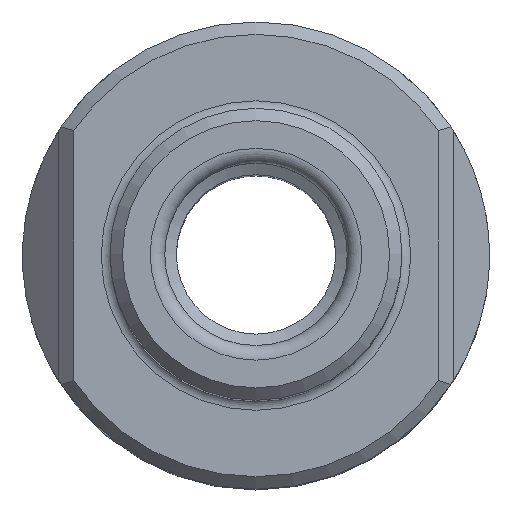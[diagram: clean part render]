
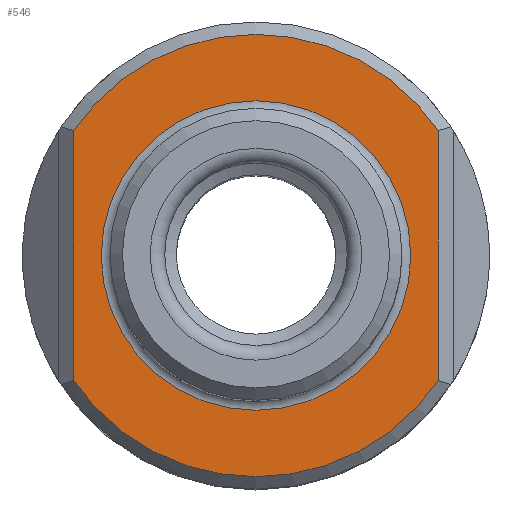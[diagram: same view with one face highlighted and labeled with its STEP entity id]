
A CAD part, top view. The second image highlights one B-rep face of the part: STEP entity #546.
In plain terms, the highlighted planar face has unit normal (0, 0, 1).
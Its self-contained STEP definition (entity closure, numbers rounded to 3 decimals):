
#27=PLANE('',#591);
#46=LINE('',#796,#56);
#47=LINE('',#800,#57);
#56=VECTOR('',#674,1000.);
#57=VECTOR('',#677,1000.);
#86=ORIENTED_EDGE('',*,*,#170,.F.);
#87=ORIENTED_EDGE('',*,*,#171,.T.);
#88=ORIENTED_EDGE('',*,*,#172,.T.);
#89=ORIENTED_EDGE('',*,*,#173,.T.);
#90=ORIENTED_EDGE('',*,*,#174,.T.);
#170=EDGE_CURVE('',#212,#212,#236,.T.);
#171=EDGE_CURVE('',#213,#214,#237,.F.);
#172=EDGE_CURVE('',#214,#215,#46,.T.);
#173=EDGE_CURVE('',#215,#216,#238,.F.);
#174=EDGE_CURVE('',#216,#213,#47,.T.);
#212=VERTEX_POINT('',#792);
#213=VERTEX_POINT('',#794);
#214=VERTEX_POINT('',#795);
#215=VERTEX_POINT('',#797);
#216=VERTEX_POINT('',#799);
#236=CIRCLE('',#592,10.6);
#237=CIRCLE('',#593,15.15);
#238=CIRCLE('',#594,15.15);
#257=EDGE_LOOP('',(#86));
#258=EDGE_LOOP('',(#87,#88,#89,#90));
#303=FACE_BOUND('',#257,.T.);
#304=FACE_BOUND('',#258,.T.);
#546=ADVANCED_FACE('',(#303,#304),#27,.F.);
#591=AXIS2_PLACEMENT_3D('',#790,#668,#669);
#592=AXIS2_PLACEMENT_3D('',#791,#670,#671);
#593=AXIS2_PLACEMENT_3D('',#793,#672,#673);
#594=AXIS2_PLACEMENT_3D('',#798,#675,#676);
#668=DIRECTION('',(0.,0.,-1.));
#669=DIRECTION('',(-1.,0.,0.));
#670=DIRECTION('',(0.,0.,1.));
#671=DIRECTION('',(1.,0.,0.));
#672=DIRECTION('',(0.,0.,-1.));
#673=DIRECTION('',(-1.,0.,0.));
#674=DIRECTION('',(0.,-1.,0.));
#675=DIRECTION('',(0.,0.,-1.));
#676=DIRECTION('',(-1.,0.,0.));
#677=DIRECTION('',(0.,1.,0.));
#790=CARTESIAN_POINT('',(16.,0.,47.));
#791=CARTESIAN_POINT('',(0.,0.,47.));
#792=CARTESIAN_POINT('',(10.6,0.,47.));
#793=CARTESIAN_POINT('',(0.,0.,47.));
#794=CARTESIAN_POINT('',(12.5,8.56,47.));
#795=CARTESIAN_POINT('',(-12.5,8.56,47.));
#796=CARTESIAN_POINT('',(-12.5,-6.875,47.));
#797=CARTESIAN_POINT('',(-12.5,-8.56,47.));
#798=CARTESIAN_POINT('',(0.,0.,47.));
#799=CARTESIAN_POINT('',(12.5,-8.56,47.));
#800=CARTESIAN_POINT('',(12.5,6.875,47.));
